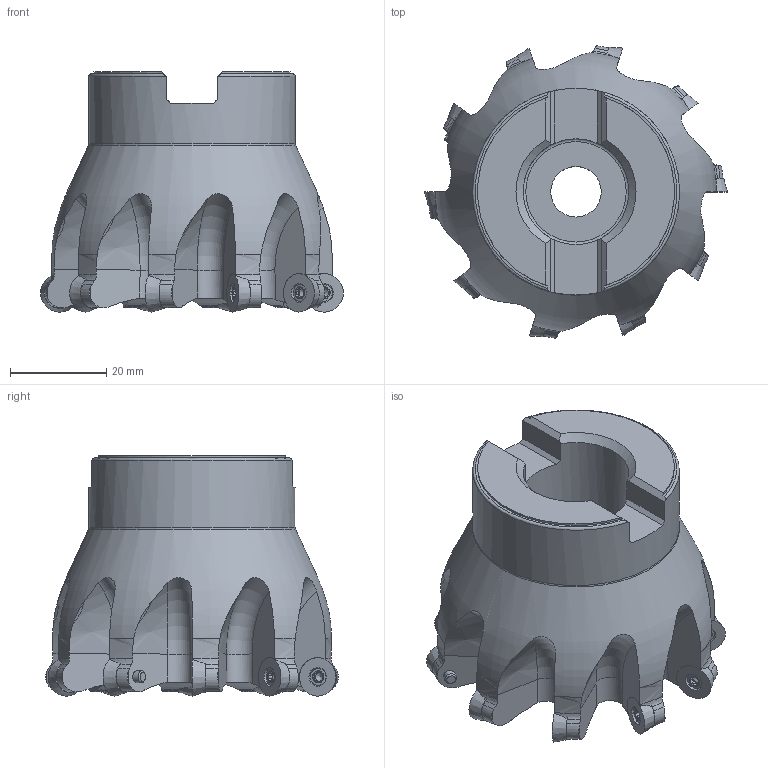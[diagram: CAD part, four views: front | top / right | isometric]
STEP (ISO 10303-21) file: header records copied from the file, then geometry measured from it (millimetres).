
FILE_DESCRIPTION(/* description */ (''),/* implementation_level */ '2;1');
FILE_NAME(/* name */ 'toolassembly_1.stp',/* time_stamp */ '2018-10-03T15:35:32+02:00',/* author */ (''),/* organization */ ('SMS'),/* preprocessor_version */ 'ST-DEVELOPER v15',/* originating_system */ 'SIEMENS PLM Software NX 8.5',/* authorisation */ '');
FILE_SCHEMA (('AUTOMOTIVE_DESIGN { 1 0 10303 214 3 1 1 1 }'));
Length unit declared in the file: millimetre
Products named in the file (4): ASSEMBLY_CONSTRUCTION; CUT_20181003153448; NOCUT_20181003153440; TOOLASSEMBLY_1
Assembly tree (12 placements, depth 2):
  TOOLASSEMBLY_1
    NOCUT_20181003153440
    CUT_20181003153448  x10
    ASSEMBLY_CONSTRUCTION
Bounding box: 63 x 60.86 x 50 mm (x, y, z)
Volume: 67896.7 mm3; surface area: 18067.2 mm2
Topology: 11 solids, 11 shells, 722 faces, 1916 edges, 1261 vertices
Faces by surface type: plane 282, cone 154, extrusion 120, torus 87, cylinder 68, bspline 10, revolution 1
Full cylindrical faces by diameter (mm): 2.5 x1, 2.8 x10, 3.45 x10, 10.5 x1, 17.1 x1, 22.011 x1, 22.5 x1, 43 x1
Entity records: 27629 total; most frequent: CARTESIAN_POINT 11411, ORIENTED_EDGE 3388, DIRECTION 3187, EDGE_CURVE 1694, AXIS2_PLACEMENT_3D 1289, VERTEX_POINT 1120, EDGE_LOOP 752, ADVANCED_FACE 668
